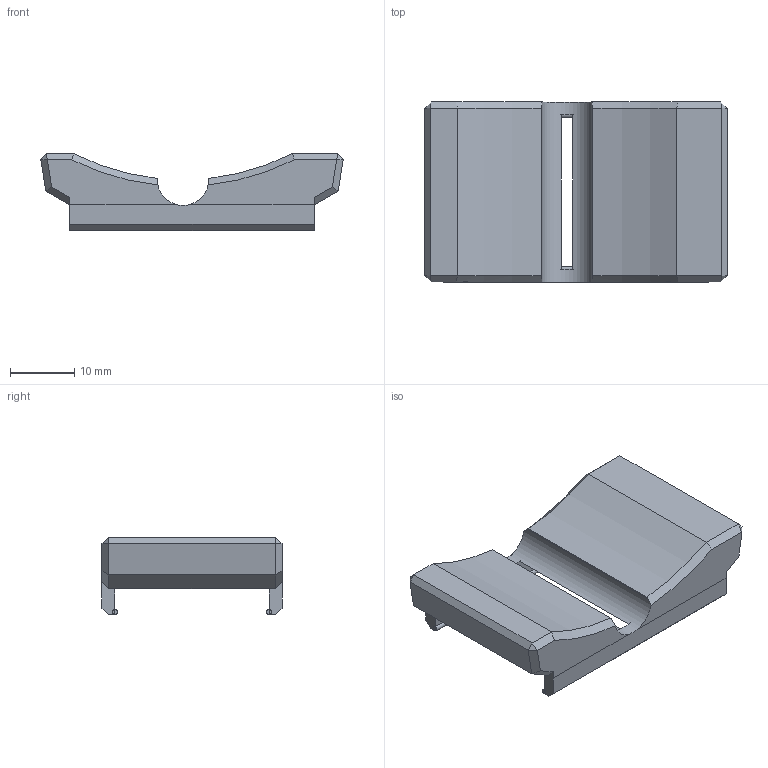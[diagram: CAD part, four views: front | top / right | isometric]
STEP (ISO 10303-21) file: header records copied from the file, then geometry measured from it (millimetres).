
FILE_DESCRIPTION(('FreeCAD Model'),'2;1');
FILE_NAME('Open CASCADE Shape Model','2025-02-24T12:08:19',(''),(''), 'Open CASCADE STEP processor 7.6','FreeCAD','Unknown');
FILE_SCHEMA(('AUTOMOTIVE_DESIGN { 1 0 10303 214 1 1 1 1 }'));
Length unit declared in the file: millimetre
Products named in the file (1): Тіло
Bounding box: 47.04 x 28 x 12 mm (x, y, z)
Volume: 7263.4 mm3; surface area: 4051.4 mm2
Topology: 1 solids, 1 shells, 61 faces, 140 edges, 80 vertices
Faces by surface type: plane 52, cylinder 5, cone 4
Entity records: 1706 total; most frequent: CARTESIAN_POINT 304, DIRECTION 292, ORIENTED_EDGE 280, EDGE_CURVE 140, LINE 104, VECTOR 104, AXIS2_PLACEMENT_3D 94, VERTEX_POINT 80
